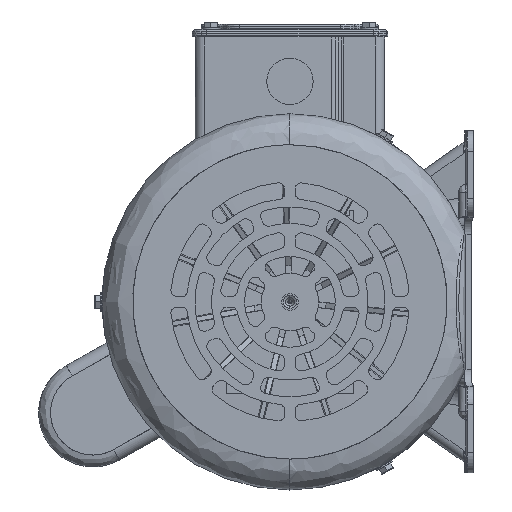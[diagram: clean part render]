
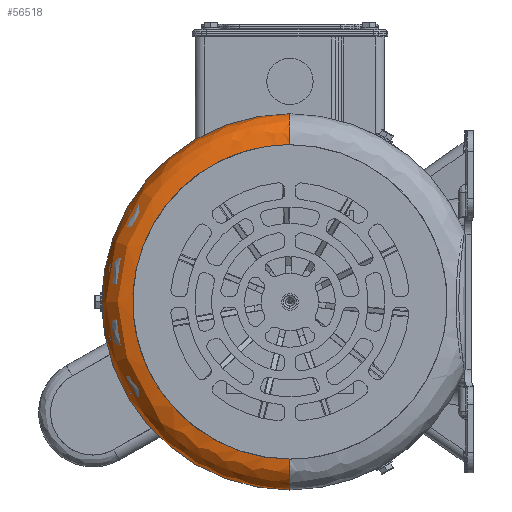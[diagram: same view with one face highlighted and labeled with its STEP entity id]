
A CAD part, left-side view. The second image highlights one B-rep face of the part: STEP entity #56518.
In plain terms, the highlighted free-form (B-spline) face has degree [3, 3] with [4, 4] control points.
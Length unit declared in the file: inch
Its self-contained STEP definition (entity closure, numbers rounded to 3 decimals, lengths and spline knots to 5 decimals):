
#810 = CARTESIAN_POINT ( 'NONE',  ( -5.51181, 6.00394, -3.00197 ) ) ;
#956 = CARTESIAN_POINT ( 'NONE',  ( -5.51181, 6.69581, -3.34791 ) ) ;
#1273 = CARTESIAN_POINT ( 'NONE',  ( -5.51181, 0., 3.00197 ) ) ;
#1727 = DIRECTION ( 'NONE',  ( -1., 0., 0. ) ) ;
#9162 = CARTESIAN_POINT ( 'NONE',  ( -4.92126, 0., -3.00197 ) ) ;
#11789 = CARTESIAN_POINT ( 'NONE',  ( -5.2672, 0., 3.59252 ) ) ;
#13783 = CIRCLE ( 'NONE', #98154, 3.59252 ) ;
#14409 = ORIENTED_EDGE ( 'NONE', *, *, #69894, .T. ) ;
#19028 = VERTEX_POINT ( 'NONE', #115218 ) ;
#19975 = DIRECTION ( 'NONE',  ( 0., 0., -1. ) ) ;
#21806 = EDGE_CURVE ( 'NONE', #65476, #119192, #100719, .T. ) ;
#22611 = CARTESIAN_POINT ( 'NONE',  ( -5.2672, 7.18504, -3.59252 ) ) ;
#26068 = VERTEX_POINT ( 'NONE', #129903 ) ;
#29285 = ORIENTED_EDGE ( 'NONE', *, *, #122261, .T. ) ;
#32973 = CARTESIAN_POINT ( 'NONE',  ( -5.51181, 0., 3.00197 ) ) ;
#33425 = CARTESIAN_POINT ( 'NONE',  ( -4.92126, 0., 3.59252 ) ) ;
#33675 = EDGE_LOOP ( 'NONE', ( #49273, #29285, #63549, #14409 ) ) ;
#44228 = CARTESIAN_POINT ( 'NONE',  ( -4.92126, 7.18504, -3.59252 ) ) ;
#49273 = ORIENTED_EDGE ( 'NONE', *, *, #130131, .F. ) ;
#53256 = CARTESIAN_POINT ( 'NONE',  ( -5.51181, 0., 3.00197 ) ) ;
#54374 = CARTESIAN_POINT ( 'NONE',  ( -4.92126, 0., 3.59252 ) ) ;
#54551 = CARTESIAN_POINT ( 'NONE',  ( -5.51181, 0., -3.00197 ) ) ;
#56518 = ADVANCED_FACE ( 'NONE', ( #65783 ), #104386, .T. ) ;
#61010 = AXIS2_PLACEMENT_3D ( 'NONE', #63443, #138159, #74219 ) ;
#63443 = CARTESIAN_POINT ( 'NONE',  ( -4.92126, 0., 3.00197 ) ) ;
#63549 = ORIENTED_EDGE ( 'NONE', *, *, #21806, .T. ) ;
#65192 = CARTESIAN_POINT ( 'NONE',  ( -5.51181, 0., -3.00197 ) ) ;
#65339 = CARTESIAN_POINT ( 'NONE',  ( -5.51181, 6.69581, 3.34791 ) ) ;
#65476 = VERTEX_POINT ( 'NONE', #53256 ) ;
#65642 = CARTESIAN_POINT ( 'NONE',  ( -5.51181, 6.00394, 3.00197 ) ) ;
#65783 = FACE_OUTER_BOUND ( 'NONE', #33675, .T. ) ;
#66127 = CARTESIAN_POINT ( 'NONE',  ( -4.92126, 0., 0. ) ) ;
#69894 = EDGE_CURVE ( 'NONE', #119192, #19028, #13783, .T. ) ;
#74219 = DIRECTION ( 'NONE',  ( 0., 0., 1. ) ) ;
#76142 = CARTESIAN_POINT ( 'NONE',  ( -5.51181, 0., -3.34791 ) ) ;
#76930 = DIRECTION ( 'NONE',  ( 0., 0., 1. ) ) ;
#84303 = DIRECTION ( 'NONE',  ( 0., -1., 0. ) ) ;
#86966 = CARTESIAN_POINT ( 'NONE',  ( -5.2672, 7.18504, 3.59252 ) ) ;
#97655 = CARTESIAN_POINT ( 'NONE',  ( -5.2672, 0., -3.59252 ) ) ;
#98154 = AXIS2_PLACEMENT_3D ( 'NONE', #66127, #1727, #76930 ) ;
#98427 = AXIS2_PLACEMENT_3D ( 'NONE', #9162, #84303, #19975 ) ;
#100719 = CIRCLE ( 'NONE', #61010, 0.59055 ) ;
#104386 =( BOUNDED_SURFACE ( )  B_SPLINE_SURFACE ( 3, 3, ( 
 ( #32973, #107865, #118630, #54551 ),
 ( #129312, #65339, #956, #76142 ),
 ( #11789, #86966, #22611, #97655 ),
 ( #33425, #108338, #44228, #119096 ) ),
 .UNSPECIFIED., .F., .F., .F. ) 
 B_SPLINE_SURFACE_WITH_KNOTS ( ( 4, 4 ),
 ( 4, 4 ),
 ( 0., 1. ),
 ( 0., 1. ),
 .UNSPECIFIED. ) 
 GEOMETRIC_REPRESENTATION_ITEM ( )  RATIONAL_B_SPLINE_SURFACE ( (
 ( 1., 0.333, 0.333, 1.),
 ( 0.805, 0.268, 0.268, 0.805),
 ( 0.805, 0.268, 0.268, 0.805),
 ( 1., 0.333, 0.333, 1.) ) ) 
 REPRESENTATION_ITEM ( '' )  SURFACE ( )  );
#107865 = CARTESIAN_POINT ( 'NONE',  ( -5.51181, 6.00394, 3.00197 ) ) ;
#108338 = CARTESIAN_POINT ( 'NONE',  ( -4.92126, 7.18504, 3.59252 ) ) ;
#115218 = CARTESIAN_POINT ( 'NONE',  ( -4.92126, 0., -3.59252 ) ) ;
#118630 = CARTESIAN_POINT ( 'NONE',  ( -5.51181, 6.00394, -3.00197 ) ) ;
#119096 = CARTESIAN_POINT ( 'NONE',  ( -4.92126, 0., -3.59252 ) ) ;
#119192 = VERTEX_POINT ( 'NONE', #54374 ) ;
#122261 = EDGE_CURVE ( 'NONE', #26068, #65476, #135666, .T. ) ;
#129312 = CARTESIAN_POINT ( 'NONE',  ( -5.51181, 0., 3.34791 ) ) ;
#129903 = CARTESIAN_POINT ( 'NONE',  ( -5.51181, 0., -3.00197 ) ) ;
#130131 = EDGE_CURVE ( 'NONE', #26068, #19028, #135853, .T. ) ;
#135666 =( BOUNDED_CURVE ( )  B_SPLINE_CURVE ( 3, ( #65192, #810, #65642, #1273 ),
 .UNSPECIFIED., .F., .F. ) 
 B_SPLINE_CURVE_WITH_KNOTS ( ( 4, 4 ),
 ( 0., 1. ),
 .UNSPECIFIED. ) 
 CURVE ( )  GEOMETRIC_REPRESENTATION_ITEM ( )  RATIONAL_B_SPLINE_CURVE ( ( 1., 0.333, 0.333, 1. ) ) 
 REPRESENTATION_ITEM ( '' )  );
#135853 = CIRCLE ( 'NONE', #98427, 0.59055 ) ;
#138159 = DIRECTION ( 'NONE',  ( 0., 1., 0. ) ) ;
